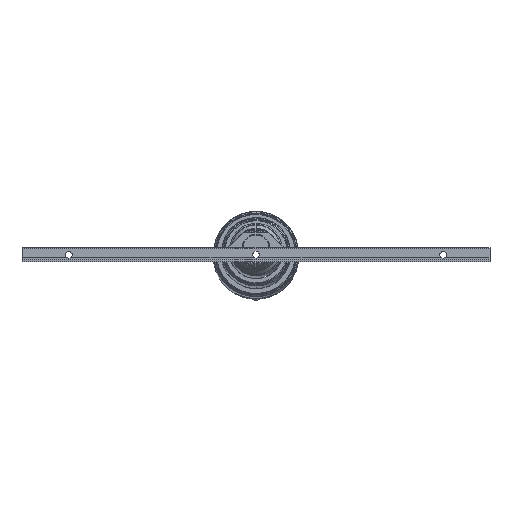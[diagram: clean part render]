
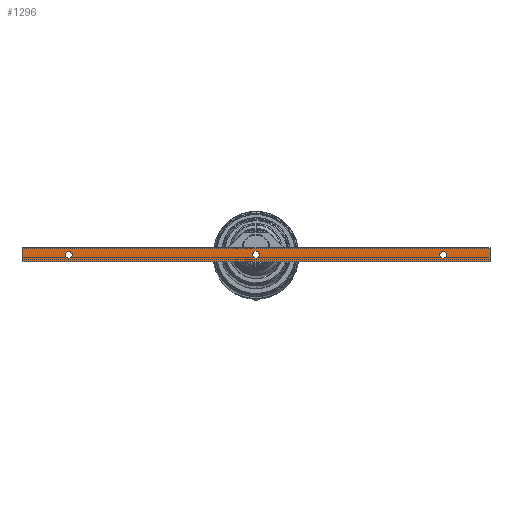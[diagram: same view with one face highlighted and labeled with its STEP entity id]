
A CAD part, top view. The second image highlights one B-rep face of the part: STEP entity #1296.
In plain terms, the highlighted face is planar.
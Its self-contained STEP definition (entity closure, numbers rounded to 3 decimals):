
#524 = DIRECTION ( 'NONE',  ( 0., -1., 0. ) ) ;
#574 = CIRCLE ( 'NONE', #1286, 11. ) ;
#575 = CIRCLE ( 'NONE', #6720, 11. ) ;
#751 = DIRECTION ( 'NONE',  ( 0., 1., 0. ) ) ;
#870 = EDGE_CURVE ( 'NONE', #7670, #1911, #574, .T. ) ;
#1286 = AXIS2_PLACEMENT_3D ( 'NONE', #7082, #8519, #3631 ) ;
#1296 = ADVANCED_FACE ( 'NONE', ( #9895, #10815, #3985, #5829 ), #5780, .F. ) ;
#1371 = VERTEX_POINT ( 'NONE', #7481 ) ;
#1372 = CARTESIAN_POINT ( 'NONE',  ( 0., 80., -750. ) ) ;
#1401 = CARTESIAN_POINT ( 'NONE',  ( 22.5, 80., 0. ) ) ;
#1475 = CARTESIAN_POINT ( 'NONE',  ( 11.5, 80., -600. ) ) ;
#1507 = VERTEX_POINT ( 'NONE', #6708 ) ;
#1509 = VECTOR ( 'NONE', #7524, 1000. ) ;
#1563 = VERTEX_POINT ( 'NONE', #1372 ) ;
#1911 = VERTEX_POINT ( 'NONE', #1475 ) ;
#2106 = ORIENTED_EDGE ( 'NONE', *, *, #870, .F. ) ;
#2359 = CARTESIAN_POINT ( 'NONE',  ( 45., 80., 750. ) ) ;
#2428 = CARTESIAN_POINT ( 'NONE',  ( 45., 80., 750. ) ) ;
#2443 = CARTESIAN_POINT ( 'NONE',  ( 0., 80., 750. ) ) ;
#2791 = CARTESIAN_POINT ( 'NONE',  ( 45., 80., 750. ) ) ;
#2825 = EDGE_CURVE ( 'NONE', #5719, #1507, #9888, .T. ) ;
#3006 = DIRECTION ( 'NONE',  ( 1., 0., 0. ) ) ;
#3113 = DIRECTION ( 'NONE',  ( -1., 0., 0. ) ) ;
#3218 = EDGE_CURVE ( 'NONE', #1911, #7670, #5893, .T. ) ;
#3365 = DIRECTION ( 'NONE',  ( 0., 1., 0. ) ) ;
#3541 = VERTEX_POINT ( 'NONE', #7394 ) ;
#3631 = DIRECTION ( 'NONE',  ( -1., 0., 0. ) ) ;
#3637 = EDGE_LOOP ( 'NONE', ( #4207, #2106 ) ) ;
#3727 = CARTESIAN_POINT ( 'NONE',  ( 45., 80., -750. ) ) ;
#3985 = FACE_OUTER_BOUND ( 'NONE', #9657, .T. ) ;
#4034 = CARTESIAN_POINT ( 'NONE',  ( 0., 80., 750. ) ) ;
#4175 = CARTESIAN_POINT ( 'NONE',  ( 22.5, 80., 600. ) ) ;
#4180 = VECTOR ( 'NONE', #8986, 1000. ) ;
#4207 = ORIENTED_EDGE ( 'NONE', *, *, #3218, .F. ) ;
#4270 = AXIS2_PLACEMENT_3D ( 'NONE', #5729, #9842, #9122 ) ;
#4476 = AXIS2_PLACEMENT_3D ( 'NONE', #10439, #3365, #9276 ) ;
#4827 = CIRCLE ( 'NONE', #5535, 11. ) ;
#4909 = ORIENTED_EDGE ( 'NONE', *, *, #7831, .T. ) ;
#4924 = DIRECTION ( 'NONE',  ( -1., 0., 0. ) ) ;
#5063 = CARTESIAN_POINT ( 'NONE',  ( 11.5, 80., 600. ) ) ;
#5084 = ORIENTED_EDGE ( 'NONE', *, *, #6037, .T. ) ;
#5194 = VECTOR ( 'NONE', #10467, 1000. ) ;
#5458 = EDGE_LOOP ( 'NONE', ( #10508, #8950 ) ) ;
#5475 = ORIENTED_EDGE ( 'NONE', *, *, #2825, .T. ) ;
#5499 = CARTESIAN_POINT ( 'NONE',  ( 11.5, 80., 0. ) ) ;
#5535 = AXIS2_PLACEMENT_3D ( 'NONE', #1401, #6517, #3113 ) ;
#5719 = VERTEX_POINT ( 'NONE', #2791 ) ;
#5729 = CARTESIAN_POINT ( 'NONE',  ( 45., 80., 750. ) ) ;
#5732 = LINE ( 'NONE', #4034, #7824 ) ;
#5780 = PLANE ( 'NONE',  #4270 ) ;
#5829 = FACE_BOUND ( 'NONE', #9188, .T. ) ;
#5864 = AXIS2_PLACEMENT_3D ( 'NONE', #4175, #6814, #8397 ) ;
#5893 = CIRCLE ( 'NONE', #7298, 11. ) ;
#5945 = ORIENTED_EDGE ( 'NONE', *, *, #6335, .T. ) ;
#6037 = EDGE_CURVE ( 'NONE', #9242, #1371, #575, .T. ) ;
#6335 = EDGE_CURVE ( 'NONE', #1371, #9242, #6576, .T. ) ;
#6517 = DIRECTION ( 'NONE',  ( 0., 1., 0. ) ) ;
#6569 = LINE ( 'NONE', #2428, #4180 ) ;
#6576 = CIRCLE ( 'NONE', #5864, 11. ) ;
#6708 = CARTESIAN_POINT ( 'NONE',  ( 45., 80., -750. ) ) ;
#6720 = AXIS2_PLACEMENT_3D ( 'NONE', #9642, #524, #3006 ) ;
#6814 = DIRECTION ( 'NONE',  ( 0., -1., 0. ) ) ;
#6908 = VERTEX_POINT ( 'NONE', #2443 ) ;
#6957 = ORIENTED_EDGE ( 'NONE', *, *, #9179, .F. ) ;
#7082 = CARTESIAN_POINT ( 'NONE',  ( 22.5, 80., -600. ) ) ;
#7130 = EDGE_CURVE ( 'NONE', #10502, #3541, #4827, .T. ) ;
#7298 = AXIS2_PLACEMENT_3D ( 'NONE', #9157, #751, #4924 ) ;
#7373 = DIRECTION ( 'NONE',  ( 0., 0., -1. ) ) ;
#7394 = CARTESIAN_POINT ( 'NONE',  ( 33.5, 80., 0. ) ) ;
#7481 = CARTESIAN_POINT ( 'NONE',  ( 33.5, 80., 600. ) ) ;
#7524 = DIRECTION ( 'NONE',  ( 0., 0., -1. ) ) ;
#7641 = EDGE_CURVE ( 'NONE', #3541, #10502, #10100, .T. ) ;
#7670 = VERTEX_POINT ( 'NONE', #10709 ) ;
#7722 = EDGE_CURVE ( 'NONE', #6908, #1563, #5732, .T. ) ;
#7824 = VECTOR ( 'NONE', #7373, 1000. ) ;
#7831 = EDGE_CURVE ( 'NONE', #1507, #1563, #9536, .T. ) ;
#8049 = ORIENTED_EDGE ( 'NONE', *, *, #7722, .F. ) ;
#8397 = DIRECTION ( 'NONE',  ( 1., 0., 0. ) ) ;
#8519 = DIRECTION ( 'NONE',  ( 0., 1., 0. ) ) ;
#8950 = ORIENTED_EDGE ( 'NONE', *, *, #7641, .F. ) ;
#8986 = DIRECTION ( 'NONE',  ( -1., 0., 0. ) ) ;
#9122 = DIRECTION ( 'NONE',  ( 1., 0., 0. ) ) ;
#9157 = CARTESIAN_POINT ( 'NONE',  ( 22.5, 80., -600. ) ) ;
#9179 = EDGE_CURVE ( 'NONE', #5719, #6908, #6569, .T. ) ;
#9188 = EDGE_LOOP ( 'NONE', ( #5084, #5945 ) ) ;
#9242 = VERTEX_POINT ( 'NONE', #5063 ) ;
#9276 = DIRECTION ( 'NONE',  ( -1., 0., 0. ) ) ;
#9536 = LINE ( 'NONE', #3727, #5194 ) ;
#9642 = CARTESIAN_POINT ( 'NONE',  ( 22.5, 80., 600. ) ) ;
#9657 = EDGE_LOOP ( 'NONE', ( #4909, #8049, #6957, #5475 ) ) ;
#9842 = DIRECTION ( 'NONE',  ( 0., -1., 0. ) ) ;
#9888 = LINE ( 'NONE', #2359, #1509 ) ;
#9895 = FACE_BOUND ( 'NONE', #5458, .T. ) ;
#10100 = CIRCLE ( 'NONE', #4476, 11. ) ;
#10439 = CARTESIAN_POINT ( 'NONE',  ( 22.5, 80., 0. ) ) ;
#10467 = DIRECTION ( 'NONE',  ( -1., 0., 0. ) ) ;
#10502 = VERTEX_POINT ( 'NONE', #5499 ) ;
#10508 = ORIENTED_EDGE ( 'NONE', *, *, #7130, .F. ) ;
#10709 = CARTESIAN_POINT ( 'NONE',  ( 33.5, 80., -600. ) ) ;
#10815 = FACE_BOUND ( 'NONE', #3637, .T. ) ;
